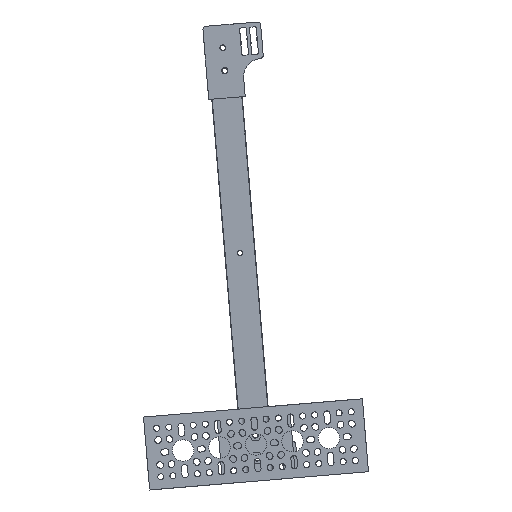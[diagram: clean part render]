
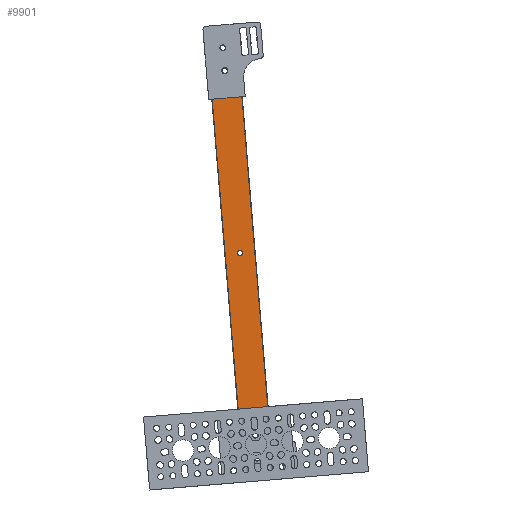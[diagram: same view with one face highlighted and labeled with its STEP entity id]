
A CAD part, front view. The second image highlights one B-rep face of the part: STEP entity #9901.
In plain terms, the highlighted planar face has unit normal (0, -1, 0).
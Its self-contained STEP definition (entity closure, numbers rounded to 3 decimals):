
#177=FACE_BOUND('',#1428,.T.);
#178=FACE_BOUND('',#1429,.T.);
#179=FACE_BOUND('',#1430,.T.);
#180=FACE_BOUND('',#1431,.T.);
#181=FACE_BOUND('',#1432,.T.);
#483=PLANE('',#10516);
#953=FACE_OUTER_BOUND('',#1427,.T.);
#1427=EDGE_LOOP('',(#6985,#6986,#6987,#6988));
#1428=EDGE_LOOP('',(#6989,#6990));
#1429=EDGE_LOOP('',(#6991,#6992));
#1430=EDGE_LOOP('',(#6993,#6994));
#1431=EDGE_LOOP('',(#6995,#6996));
#1432=EDGE_LOOP('',(#6997,#6998));
#2215=LINE('',#14947,#2980);
#2216=LINE('',#14949,#2981);
#2217=LINE('',#14951,#2982);
#2218=LINE('',#14952,#2983);
#2980=VECTOR('',#11791,1000.);
#2981=VECTOR('',#11792,1000.);
#2982=VECTOR('',#11793,1000.);
#2983=VECTOR('',#11794,1000.);
#3717=CIRCLE('',#10483,1.75);
#3718=CIRCLE('',#10484,1.75);
#3719=CIRCLE('',#10486,1.75);
#3720=CIRCLE('',#10487,1.75);
#3721=CIRCLE('',#10489,1.75);
#3724=CIRCLE('',#10492,1.75);
#3725=CIRCLE('',#10494,1.75);
#3728=CIRCLE('',#10497,1.75);
#3729=CIRCLE('',#10499,1.75);
#3732=CIRCLE('',#10502,1.75);
#4382=VERTEX_POINT('',#14831);
#4383=VERTEX_POINT('',#14833);
#4384=VERTEX_POINT('',#14837);
#4385=VERTEX_POINT('',#14839);
#4386=VERTEX_POINT('',#14843);
#4387=VERTEX_POINT('',#14844);
#4390=VERTEX_POINT('',#14853);
#4391=VERTEX_POINT('',#14854);
#4394=VERTEX_POINT('',#14863);
#4395=VERTEX_POINT('',#14864);
#4428=VERTEX_POINT('',#14945);
#4429=VERTEX_POINT('',#14946);
#4430=VERTEX_POINT('',#14948);
#4431=VERTEX_POINT('',#14950);
#5417=EDGE_CURVE('',#4382,#4383,#3717,.T.);
#5418=EDGE_CURVE('',#4383,#4382,#3718,.T.);
#5420=EDGE_CURVE('',#4384,#4385,#3719,.T.);
#5421=EDGE_CURVE('',#4385,#4384,#3720,.T.);
#5422=EDGE_CURVE('',#4386,#4387,#3721,.T.);
#5426=EDGE_CURVE('',#4387,#4386,#3724,.T.);
#5427=EDGE_CURVE('',#4390,#4391,#3725,.T.);
#5431=EDGE_CURVE('',#4391,#4390,#3728,.T.);
#5432=EDGE_CURVE('',#4394,#4395,#3729,.T.);
#5436=EDGE_CURVE('',#4395,#4394,#3732,.T.);
#5470=EDGE_CURVE('',#4428,#4429,#2215,.T.);
#5471=EDGE_CURVE('',#4428,#4430,#2216,.T.);
#5472=EDGE_CURVE('',#4430,#4431,#2217,.T.);
#5473=EDGE_CURVE('',#4431,#4429,#2218,.T.);
#6985=ORIENTED_EDGE('',*,*,#5470,.F.);
#6986=ORIENTED_EDGE('',*,*,#5471,.T.);
#6987=ORIENTED_EDGE('',*,*,#5472,.T.);
#6988=ORIENTED_EDGE('',*,*,#5473,.T.);
#6989=ORIENTED_EDGE('',*,*,#5418,.F.);
#6990=ORIENTED_EDGE('',*,*,#5417,.F.);
#6991=ORIENTED_EDGE('',*,*,#5421,.F.);
#6992=ORIENTED_EDGE('',*,*,#5420,.F.);
#6993=ORIENTED_EDGE('',*,*,#5427,.F.);
#6994=ORIENTED_EDGE('',*,*,#5431,.F.);
#6995=ORIENTED_EDGE('',*,*,#5432,.F.);
#6996=ORIENTED_EDGE('',*,*,#5436,.F.);
#6997=ORIENTED_EDGE('',*,*,#5422,.F.);
#6998=ORIENTED_EDGE('',*,*,#5426,.F.);
#9901=ADVANCED_FACE('',(#953,#177,#178,#179,#180,#181),#483,.F.);
#10483=AXIS2_PLACEMENT_3D('',#14834,#11690,#11691);
#10484=AXIS2_PLACEMENT_3D('',#14835,#11692,#11693);
#10486=AXIS2_PLACEMENT_3D('',#14840,#11697,#11698);
#10487=AXIS2_PLACEMENT_3D('',#14841,#11699,#11700);
#10489=AXIS2_PLACEMENT_3D('',#14845,#11703,#11704);
#10492=AXIS2_PLACEMENT_3D('',#14851,#11710,#11711);
#10494=AXIS2_PLACEMENT_3D('',#14855,#11714,#11715);
#10497=AXIS2_PLACEMENT_3D('',#14861,#11721,#11722);
#10499=AXIS2_PLACEMENT_3D('',#14865,#11725,#11726);
#10502=AXIS2_PLACEMENT_3D('',#14871,#11732,#11733);
#10516=AXIS2_PLACEMENT_3D('',#14944,#11789,#11790);
#11690=DIRECTION('center_axis',(0.,-1.,0.));
#11691=DIRECTION('ref_axis',(0.,0.,-1.));
#11692=DIRECTION('center_axis',(0.,-1.,0.));
#11693=DIRECTION('ref_axis',(0.,0.,-1.));
#11697=DIRECTION('center_axis',(0.,-1.,0.));
#11698=DIRECTION('ref_axis',(0.,0.,1.));
#11699=DIRECTION('center_axis',(0.,-1.,0.));
#11700=DIRECTION('ref_axis',(0.,0.,1.));
#11703=DIRECTION('center_axis',(0.,-1.,0.));
#11704=DIRECTION('ref_axis',(0.,0.,1.));
#11710=DIRECTION('center_axis',(0.,-1.,0.));
#11711=DIRECTION('ref_axis',(0.,0.,1.));
#11714=DIRECTION('center_axis',(0.,-1.,0.));
#11715=DIRECTION('ref_axis',(0.,0.,1.));
#11721=DIRECTION('center_axis',(0.,-1.,0.));
#11722=DIRECTION('ref_axis',(0.,0.,1.));
#11725=DIRECTION('center_axis',(0.,-1.,0.));
#11726=DIRECTION('ref_axis',(0.,0.,1.));
#11732=DIRECTION('center_axis',(0.,-1.,0.));
#11733=DIRECTION('ref_axis',(0.,0.,1.));
#11789=DIRECTION('center_axis',(0.,1.,0.));
#11790=DIRECTION('ref_axis',(0.,0.,1.));
#11791=DIRECTION('',(1.,0.,0.));
#11792=DIRECTION('',(0.,0.,-1.));
#11793=DIRECTION('',(1.,0.,0.));
#11794=DIRECTION('',(0.,0.,1.));
#14831=CARTESIAN_POINT('',(10.,0.,271.75));
#14833=CARTESIAN_POINT('',(10.,0.,268.25));
#14834=CARTESIAN_POINT('Origin',(10.,0.,270.));
#14835=CARTESIAN_POINT('Origin',(10.,0.,270.));
#14837=CARTESIAN_POINT('',(10.,0.,31.75));
#14839=CARTESIAN_POINT('',(10.,0.,28.25));
#14840=CARTESIAN_POINT('Origin',(10.,0.,30.));
#14841=CARTESIAN_POINT('Origin',(10.,0.,30.));
#14843=CARTESIAN_POINT('',(10.,0.,151.75));
#14844=CARTESIAN_POINT('',(10.,0.,148.25));
#14845=CARTESIAN_POINT('Origin',(10.,0.,150.));
#14851=CARTESIAN_POINT('Origin',(10.,0.,150.));
#14853=CARTESIAN_POINT('',(10.,0.,16.75));
#14854=CARTESIAN_POINT('',(10.,0.,13.25));
#14855=CARTESIAN_POINT('Origin',(10.,0.,15.));
#14861=CARTESIAN_POINT('Origin',(10.,0.,15.));
#14863=CARTESIAN_POINT('',(10.,0.,286.75));
#14864=CARTESIAN_POINT('',(10.,0.,283.25));
#14865=CARTESIAN_POINT('Origin',(10.,0.,285.));
#14871=CARTESIAN_POINT('Origin',(10.,0.,285.));
#14944=CARTESIAN_POINT('Origin',(0.,0.,300.));
#14945=CARTESIAN_POINT('',(0.25,0.,300.));
#14946=CARTESIAN_POINT('',(19.75,0.,300.));
#14947=CARTESIAN_POINT('',(0.,0.,300.));
#14948=CARTESIAN_POINT('',(0.25,0.,0.));
#14949=CARTESIAN_POINT('',(0.25,0.,0.));
#14950=CARTESIAN_POINT('',(19.75,0.,0.));
#14951=CARTESIAN_POINT('',(0.,0.,0.));
#14952=CARTESIAN_POINT('',(19.75,0.,300.));
